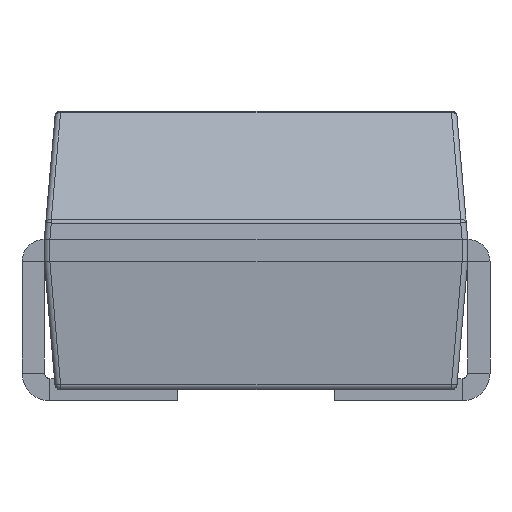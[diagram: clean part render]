
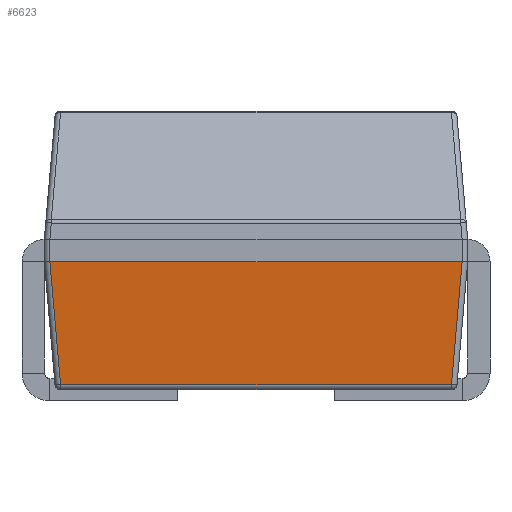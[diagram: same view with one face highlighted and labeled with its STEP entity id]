
A CAD part, left-side view. The second image highlights one B-rep face of the part: STEP entity #6623.
In plain terms, the highlighted planar face has unit normal (-0.996, 0, -0.087).
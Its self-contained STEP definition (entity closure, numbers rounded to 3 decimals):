
#649 = CARTESIAN_POINT ( 'NONE',  ( -4., -1.9, 1.35 ) ) ;
#1048 = ORIENTED_EDGE ( 'NONE', *, *, #13051, .F. ) ;
#1189 = CARTESIAN_POINT ( 'NONE',  ( -4., 1.85, 1.35 ) ) ;
#2154 = ORIENTED_EDGE ( 'NONE', *, *, #9033, .T. ) ;
#2472 = DIRECTION ( 'NONE',  ( -0.086, -0.086, 0.993 ) ) ;
#2967 = DIRECTION ( 'NONE',  ( -0.996, 0., -0.087 ) ) ;
#3007 = VECTOR ( 'NONE', #2472, 1000. ) ;
#3518 = AXIS2_PLACEMENT_3D ( 'NONE', #9675, #2967, #14863 ) ;
#3562 = ORIENTED_EDGE ( 'NONE', *, *, #12162, .F. ) ;
#4764 = CARTESIAN_POINT ( 'NONE',  ( -3.904, -1.9, 0.246 ) ) ;
#4779 = EDGE_CURVE ( 'NONE', #9958, #9235, #7727, .T. ) ;
#5024 = LINE ( 'NONE', #10201, #3007 ) ;
#5142 = VECTOR ( 'NONE', #12662, 1000. ) ;
#5812 = DIRECTION ( 'NONE',  ( 0., -1., 0. ) ) ;
#5964 = VERTEX_POINT ( 'NONE', #14121 ) ;
#5982 = VECTOR ( 'NONE', #5812, 1000. ) ;
#6246 = VERTEX_POINT ( 'NONE', #10212 ) ;
#6623 = ADVANCED_FACE ( 'NONE', ( #16042 ), #16134, .T. ) ;
#7621 = ORIENTED_EDGE ( 'NONE', *, *, #12232, .T. ) ;
#7727 = LINE ( 'NONE', #14073, #12044 ) ;
#7860 = EDGE_CURVE ( 'NONE', #11035, #6246, #13870, .T. ) ;
#8343 = DIRECTION ( 'NONE',  ( 0., -1., 0. ) ) ;
#8923 = LINE ( 'NONE', #16755, #5142 ) ;
#9033 = EDGE_CURVE ( 'NONE', #9235, #5964, #12323, .T. ) ;
#9235 = VERTEX_POINT ( 'NONE', #13069 ) ;
#9675 = CARTESIAN_POINT ( 'NONE',  ( -4., -1.9, 1.35 ) ) ;
#9934 = ORIENTED_EDGE ( 'NONE', *, *, #7860, .F. ) ;
#9958 = VERTEX_POINT ( 'NONE', #14967 ) ;
#10188 = DIRECTION ( 'NONE',  ( 0.086, -0.086, -0.993 ) ) ;
#10201 = CARTESIAN_POINT ( 'NONE',  ( -4., -1.851, 1.354 ) ) ;
#10212 = CARTESIAN_POINT ( 'NONE',  ( -4., -1.85, 1.35 ) ) ;
#11035 = VERTEX_POINT ( 'NONE', #1189 ) ;
#11612 = ORIENTED_EDGE ( 'NONE', *, *, #4779, .T. ) ;
#11821 = VERTEX_POINT ( 'NONE', #14568 ) ;
#12044 = VECTOR ( 'NONE', #10188, 1000. ) ;
#12162 = EDGE_CURVE ( 'NONE', #9958, #11035, #12247, .T. ) ;
#12232 = EDGE_CURVE ( 'NONE', #5964, #11821, #5024, .T. ) ;
#12247 = LINE ( 'NONE', #649, #5982 ) ;
#12323 = LINE ( 'NONE', #4764, #15006 ) ;
#12592 = DIRECTION ( 'NONE',  ( 0., -1., 0. ) ) ;
#12662 = DIRECTION ( 'NONE',  ( 0., -1., 0. ) ) ;
#13051 = EDGE_CURVE ( 'NONE', #6246, #11821, #8923, .T. ) ;
#13069 = CARTESIAN_POINT ( 'NONE',  ( -3.904, 1.754, 0.246 ) ) ;
#13252 = EDGE_LOOP ( 'NONE', ( #2154, #7621, #1048, #9934, #3562, #11612 ) ) ;
#13870 = LINE ( 'NONE', #15231, #15349 ) ;
#14073 = CARTESIAN_POINT ( 'NONE',  ( -3.972, 1.822, 1.029 ) ) ;
#14121 = CARTESIAN_POINT ( 'NONE',  ( -3.904, -1.754, 0.246 ) ) ;
#14568 = CARTESIAN_POINT ( 'NONE',  ( -4., -1.85, 1.35 ) ) ;
#14863 = DIRECTION ( 'NONE',  ( 0., 1., 0. ) ) ;
#14967 = CARTESIAN_POINT ( 'NONE',  ( -4., 1.85, 1.35 ) ) ;
#15006 = VECTOR ( 'NONE', #8343, 1000. ) ;
#15231 = CARTESIAN_POINT ( 'NONE',  ( -4., -1.9, 1.35 ) ) ;
#15349 = VECTOR ( 'NONE', #12592, 1000. ) ;
#16042 = FACE_OUTER_BOUND ( 'NONE', #13252, .T. ) ;
#16134 = PLANE ( 'NONE',  #3518 ) ;
#16755 = CARTESIAN_POINT ( 'NONE',  ( -4., -1.9, 1.35 ) ) ;
